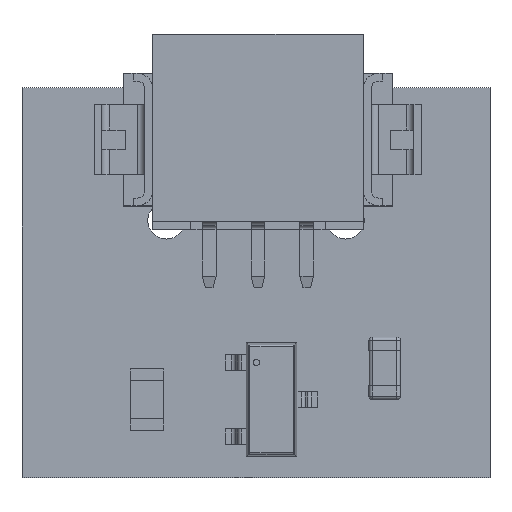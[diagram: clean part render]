
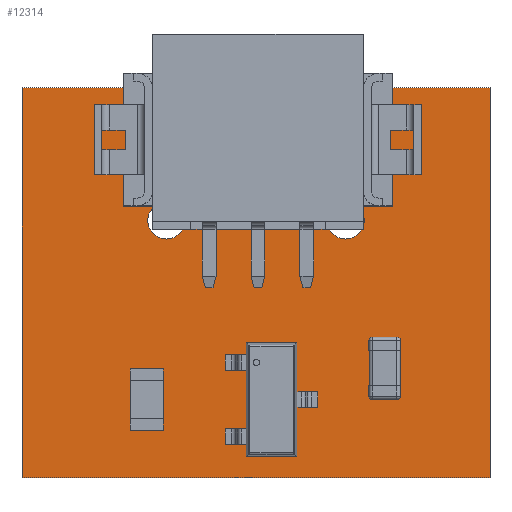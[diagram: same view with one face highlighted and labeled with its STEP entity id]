
A CAD part, top view. The second image highlights one B-rep face of the part: STEP entity #12314.
In plain terms, the highlighted planar face has unit normal (0, 0, 1).
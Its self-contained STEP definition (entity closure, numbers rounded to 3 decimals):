
#12180 = VERTEX_POINT('',#12181);
#12181 = CARTESIAN_POINT('',(6.,-5.,1.6));
#12187 = EDGE_CURVE('',#12180,#12188,#12190,.T.);
#12188 = VERTEX_POINT('',#12189);
#12189 = CARTESIAN_POINT('',(-6.,-5.,1.6));
#12190 = LINE('',#12191,#12192);
#12191 = CARTESIAN_POINT('',(6.,-5.,1.6));
#12192 = VECTOR('',#12193,1.);
#12193 = DIRECTION('',(-1.,0.,0.));
#12220 = VERTEX_POINT('',#12221);
#12221 = CARTESIAN_POINT('',(6.,5.,1.6));
#12227 = EDGE_CURVE('',#12220,#12180,#12228,.T.);
#12228 = LINE('',#12229,#12230);
#12229 = CARTESIAN_POINT('',(6.,5.,1.6));
#12230 = VECTOR('',#12231,1.);
#12231 = DIRECTION('',(0.,-1.,0.));
#12249 = EDGE_CURVE('',#12188,#12250,#12252,.T.);
#12250 = VERTEX_POINT('',#12251);
#12251 = CARTESIAN_POINT('',(-6.,5.,1.6));
#12252 = LINE('',#12253,#12254);
#12253 = CARTESIAN_POINT('',(-6.,-5.,1.6));
#12254 = VECTOR('',#12255,1.);
#12255 = DIRECTION('',(0.,1.,0.));
#12314 = ADVANCED_FACE('',(#12315,#12326,#12337),#12348,.T.);
#12315 = FACE_BOUND('',#12316,.T.);
#12316 = EDGE_LOOP('',(#12317,#12318,#12319,#12325));
#12317 = ORIENTED_EDGE('',*,*,#12187,.F.);
#12318 = ORIENTED_EDGE('',*,*,#12227,.F.);
#12319 = ORIENTED_EDGE('',*,*,#12320,.F.);
#12320 = EDGE_CURVE('',#12250,#12220,#12321,.T.);
#12321 = LINE('',#12322,#12323);
#12322 = CARTESIAN_POINT('',(-6.,5.,1.6));
#12323 = VECTOR('',#12324,1.);
#12324 = DIRECTION('',(1.,0.,0.));
#12325 = ORIENTED_EDGE('',*,*,#12249,.F.);
#12326 = FACE_BOUND('',#12327,.T.);
#12327 = EDGE_LOOP('',(#12328));
#12328 = ORIENTED_EDGE('',*,*,#12329,.T.);
#12329 = EDGE_CURVE('',#12330,#12330,#12332,.T.);
#12330 = VERTEX_POINT('',#12331);
#12331 = CARTESIAN_POINT('',(-2.3,1.118,1.6));
#12332 = CIRCLE('',#12333,0.475);
#12333 = AXIS2_PLACEMENT_3D('',#12334,#12335,#12336);
#12334 = CARTESIAN_POINT('',(-2.3,1.593,1.6));
#12335 = DIRECTION('',(-0.,0.,-1.));
#12336 = DIRECTION('',(-0.,-1.,0.));
#12337 = FACE_BOUND('',#12338,.T.);
#12338 = EDGE_LOOP('',(#12339));
#12339 = ORIENTED_EDGE('',*,*,#12340,.T.);
#12340 = EDGE_CURVE('',#12341,#12341,#12343,.T.);
#12341 = VERTEX_POINT('',#12342);
#12342 = CARTESIAN_POINT('',(2.3,1.118,1.6));
#12343 = CIRCLE('',#12344,0.475);
#12344 = AXIS2_PLACEMENT_3D('',#12345,#12346,#12347);
#12345 = CARTESIAN_POINT('',(2.3,1.593,1.6));
#12346 = DIRECTION('',(-0.,0.,-1.));
#12347 = DIRECTION('',(-0.,-1.,0.));
#12348 = PLANE('',#12349);
#12349 = AXIS2_PLACEMENT_3D('',#12350,#12351,#12352);
#12350 = CARTESIAN_POINT('',(0.,0.,1.6));
#12351 = DIRECTION('',(0.,0.,1.));
#12352 = DIRECTION('',(1.,0.,-0.));
